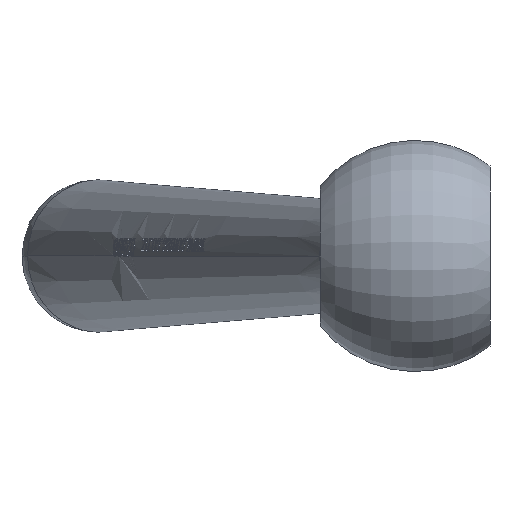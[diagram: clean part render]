
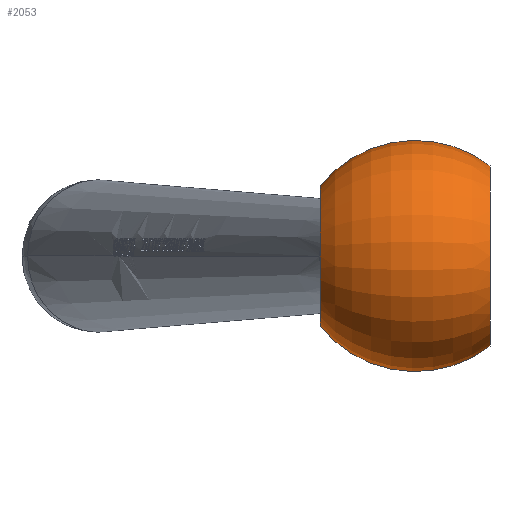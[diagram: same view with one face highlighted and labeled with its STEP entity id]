
A CAD part, left-side view. The second image highlights one B-rep face of the part: STEP entity #2053.
In plain terms, the highlighted toroidal (fillet/blend) face has major radius 0.57 mm and minor radius 10.445 mm.
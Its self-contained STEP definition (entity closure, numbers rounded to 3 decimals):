
#185 = FACE_OUTER_BOUND ( 'NONE', #13937, .T. ) ;
#244 = EDGE_CURVE ( 'NONE', #10233, #18283, #14766, .T. ) ;
#740 = DIRECTION ( 'NONE',  ( 0., 0., -1. ) ) ;
#2020 = ORIENTED_EDGE ( 'NONE', *, *, #20423, .T. ) ;
#2053 = ADVANCED_FACE ( 'NONE', ( #185 ), #13152, .T. ) ;
#2068 = ORIENTED_EDGE ( 'NONE', *, *, #11012, .F. ) ;
#2181 = AXIS2_PLACEMENT_3D ( 'NONE', #3948, #15791, #11185 ) ;
#3045 = VERTEX_POINT ( 'NONE', #8170 ) ;
#3948 = CARTESIAN_POINT ( 'NONE',  ( 0., 6.38, -0.57 ) ) ;
#4745 = CIRCLE ( 'NONE', #11274, 7.7 ) ;
#5975 = CARTESIAN_POINT ( 'NONE',  ( 0., 0., 0. ) ) ;
#7892 = CARTESIAN_POINT ( 'NONE',  ( 0., 6.38, 0.57 ) ) ;
#8053 = VERTEX_POINT ( 'NONE', #21404 ) ;
#8170 = CARTESIAN_POINT ( 'NONE',  ( 0., 14.5, 6. ) ) ;
#8332 = DIRECTION ( 'NONE',  ( 0., 0., 1. ) ) ;
#8379 = CARTESIAN_POINT ( 'NONE',  ( 0., 14.5, 0. ) ) ;
#9206 = ORIENTED_EDGE ( 'NONE', *, *, #244, .T. ) ;
#9604 = DIRECTION ( 'NONE',  ( -1., 0., 0. ) ) ;
#10160 = DIRECTION ( 'NONE',  ( 0., 0., -1. ) ) ;
#10233 = VERTEX_POINT ( 'NONE', #12475 ) ;
#10963 = DIRECTION ( 'NONE',  ( 0., 0., -1. ) ) ;
#11004 = CARTESIAN_POINT ( 'NONE',  ( 0., 0., -7.7 ) ) ;
#11012 = EDGE_CURVE ( 'NONE', #8053, #18283, #4745, .T. ) ;
#11185 = DIRECTION ( 'NONE',  ( 0., 0., -1. ) ) ;
#11274 = AXIS2_PLACEMENT_3D ( 'NONE', #5975, #12789, #10963 ) ;
#12475 = CARTESIAN_POINT ( 'NONE',  ( 0., 14.5, -6. ) ) ;
#12789 = DIRECTION ( 'NONE',  ( 0., -1., 0. ) ) ;
#13152 = TOROIDAL_SURFACE ( 'NONE', #16580, -0.57, 10.445 ) ;
#13937 = EDGE_LOOP ( 'NONE', ( #18487, #2020, #9206, #2068 ) ) ;
#14338 = CARTESIAN_POINT ( 'NONE',  ( 0., 6.38, 0. ) ) ;
#14766 = CIRCLE ( 'NONE', #18860, 10.445 ) ;
#15791 = DIRECTION ( 'NONE',  ( 1., 0., 0. ) ) ;
#16580 = AXIS2_PLACEMENT_3D ( 'NONE', #14338, #20972, #740 ) ;
#17181 = CIRCLE ( 'NONE', #2181, 10.445 ) ;
#18283 = VERTEX_POINT ( 'NONE', #11004 ) ;
#18487 = ORIENTED_EDGE ( 'NONE', *, *, #19176, .F. ) ;
#18860 = AXIS2_PLACEMENT_3D ( 'NONE', #7892, #9604, #8332 ) ;
#19176 = EDGE_CURVE ( 'NONE', #3045, #8053, #17181, .T. ) ;
#20095 = AXIS2_PLACEMENT_3D ( 'NONE', #8379, #20206, #10160 ) ;
#20206 = DIRECTION ( 'NONE',  ( 0., -1., 0. ) ) ;
#20423 = EDGE_CURVE ( 'NONE', #3045, #10233, #20632, .T. ) ;
#20632 = CIRCLE ( 'NONE', #20095, 6. ) ;
#20972 = DIRECTION ( 'NONE',  ( 0., -1., 0. ) ) ;
#21404 = CARTESIAN_POINT ( 'NONE',  ( 0., 0., 7.7 ) ) ;
